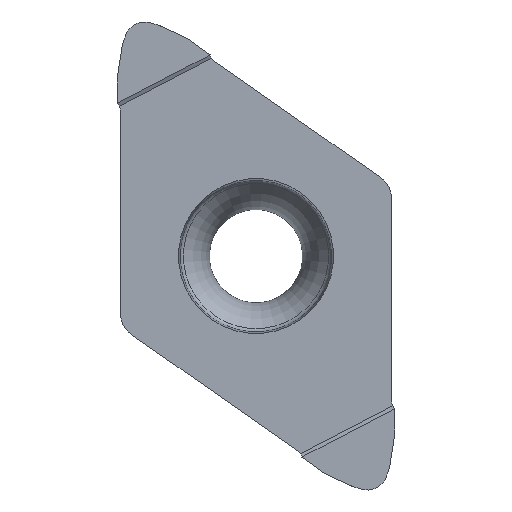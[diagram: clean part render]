
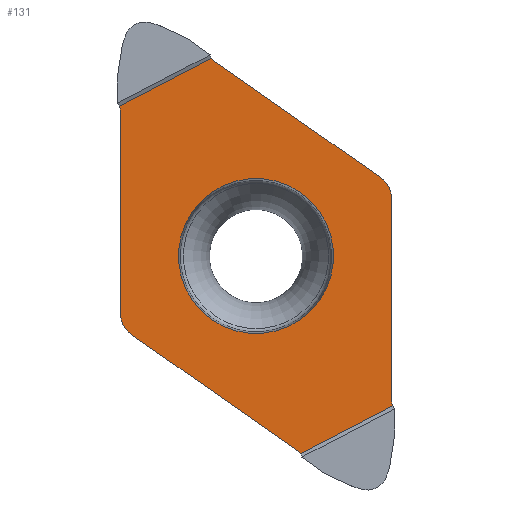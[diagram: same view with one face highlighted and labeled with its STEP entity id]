
A CAD part, top view. The second image highlights one B-rep face of the part: STEP entity #131.
In plain terms, the highlighted planar face has unit normal (0, 0, 1).
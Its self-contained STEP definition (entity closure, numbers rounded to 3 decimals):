
#131=ADVANCED_FACE('',(#461,#462),#199,.T.);
#199=PLANE('',#1454);
#237=LINE('',#2139,#347);
#238=LINE('',#2149,#348);
#239=LINE('',#2159,#349);
#240=LINE('',#2163,#350);
#241=LINE('',#2173,#351);
#242=LINE('',#2183,#352);
#347=VECTOR('',#1566,1.);
#348=VECTOR('',#1567,1.);
#349=VECTOR('',#1568,1.);
#350=VECTOR('',#1571,1.);
#351=VECTOR('',#1572,1.);
#352=VECTOR('',#1573,1.);
#461=FACE_BOUND('',#473,.T.);
#462=FACE_BOUND('',#474,.T.);
#473=EDGE_LOOP('',(#547));
#474=EDGE_LOOP('',(#548,#549,#550,#551,#552,#553,#554,#555,#556,#557,#558,
#559));
#547=ORIENTED_EDGE('',*,*,#1070,.T.);
#548=ORIENTED_EDGE('',*,*,#1071,.T.);
#549=ORIENTED_EDGE('',*,*,#1072,.T.);
#550=ORIENTED_EDGE('',*,*,#1073,.T.);
#551=ORIENTED_EDGE('',*,*,#1074,.T.);
#552=ORIENTED_EDGE('',*,*,#1075,.T.);
#553=ORIENTED_EDGE('',*,*,#1076,.T.);
#554=ORIENTED_EDGE('',*,*,#1077,.T.);
#555=ORIENTED_EDGE('',*,*,#1078,.T.);
#556=ORIENTED_EDGE('',*,*,#1079,.T.);
#557=ORIENTED_EDGE('',*,*,#1080,.T.);
#558=ORIENTED_EDGE('',*,*,#1081,.T.);
#559=ORIENTED_EDGE('',*,*,#1082,.T.);
#937=VERTEX_POINT('',#2135);
#938=VERTEX_POINT('',#2137);
#939=VERTEX_POINT('',#2138);
#940=VERTEX_POINT('',#2140);
#941=VERTEX_POINT('',#2148);
#942=VERTEX_POINT('',#2150);
#943=VERTEX_POINT('',#2158);
#944=VERTEX_POINT('',#2160);
#945=VERTEX_POINT('',#2162);
#946=VERTEX_POINT('',#2164);
#947=VERTEX_POINT('',#2172);
#948=VERTEX_POINT('',#2174);
#949=VERTEX_POINT('',#2182);
#1070=EDGE_CURVE('',#937,#937,#1369,.T.);
#1071=EDGE_CURVE('',#938,#939,#1370,.T.);
#1072=EDGE_CURVE('',#939,#940,#237,.T.);
#1073=EDGE_CURVE('',#940,#941,#1268,.T.);
#1074=EDGE_CURVE('',#941,#942,#238,.T.);
#1075=EDGE_CURVE('',#942,#943,#1269,.T.);
#1076=EDGE_CURVE('',#943,#944,#239,.T.);
#1077=EDGE_CURVE('',#944,#945,#1371,.T.);
#1078=EDGE_CURVE('',#945,#946,#240,.T.);
#1079=EDGE_CURVE('',#946,#947,#1270,.T.);
#1080=EDGE_CURVE('',#947,#948,#241,.T.);
#1081=EDGE_CURVE('',#948,#949,#1271,.T.);
#1082=EDGE_CURVE('',#949,#938,#242,.T.);
#1268=B_SPLINE_CURVE_WITH_KNOTS('',3,(#2141,#2142,#2143,#2144,#2145,#2146,
#2147),.UNSPECIFIED.,.F.,.F.,(4,1,1,1,4),(0.,0.105,0.213,
0.642,1.),.UNSPECIFIED.);
#1269=B_SPLINE_CURVE_WITH_KNOTS('',3,(#2151,#2152,#2153,#2154,#2155,#2156,
#2157),.UNSPECIFIED.,.F.,.F.,(4,1,1,1,4),(0.,0.358,0.787,
0.895,1.),.UNSPECIFIED.);
#1270=B_SPLINE_CURVE_WITH_KNOTS('',3,(#2165,#2166,#2167,#2168,#2169,#2170,
#2171),.UNSPECIFIED.,.F.,.F.,(4,1,1,1,4),(0.,0.105,0.213,
0.642,1.),.UNSPECIFIED.);
#1271=B_SPLINE_CURVE_WITH_KNOTS('',3,(#2175,#2176,#2177,#2178,#2179,#2180,
#2181),.UNSPECIFIED.,.F.,.F.,(4,1,1,1,4),(0.,0.358,0.787,
0.895,1.),.UNSPECIFIED.);
#1369=CIRCLE('',#1451,3.077);
#1370=CIRCLE('',#1452,1.079);
#1371=CIRCLE('',#1453,1.079);
#1451=AXIS2_PLACEMENT_3D('',#2134,#1562,#1563);
#1452=AXIS2_PLACEMENT_3D('',#2136,#1564,#1565);
#1453=AXIS2_PLACEMENT_3D('',#2161,#1569,#1570);
#1454=AXIS2_PLACEMENT_3D('',#2184,#1574,#1575);
#1562=DIRECTION('',(0.,0.,-1.));
#1563=DIRECTION('',(-0.819,0.574,0.));
#1564=DIRECTION('',(0.,0.,1.));
#1565=DIRECTION('',(-0.819,0.574,0.));
#1566=DIRECTION('',(-0.819,0.574,0.));
#1567=DIRECTION('',(-0.887,-0.462,0.));
#1568=DIRECTION('',(0.,-1.,0.));
#1569=DIRECTION('',(0.,0.,1.));
#1570=DIRECTION('',(-0.819,0.574,0.));
#1571=DIRECTION('',(0.819,-0.574,0.));
#1572=DIRECTION('',(0.887,0.462,0.));
#1573=DIRECTION('',(0.,1.,0.));
#1574=DIRECTION('',(0.,0.,1.));
#1575=DIRECTION('',(-0.819,0.574,0.));
#2134=CARTESIAN_POINT('',(0.,0.,-0.1));
#2135=CARTESIAN_POINT('',(-2.52,1.765,-0.1));
#2136=CARTESIAN_POINT('',(4.309,2.243,-0.1));
#2137=CARTESIAN_POINT('',(5.388,2.243,-0.1));
#2138=CARTESIAN_POINT('',(4.928,3.127,-0.1));
#2139=CARTESIAN_POINT('',(30.495,-14.776,-0.1));
#2140=CARTESIAN_POINT('',(-1.643,7.728,-0.1));
#2141=CARTESIAN_POINT('',(-1.643,7.728,-0.1));
#2142=CARTESIAN_POINT('',(-1.648,7.731,-0.1));
#2143=CARTESIAN_POINT('',(-1.658,7.738,-0.1));
#2144=CARTESIAN_POINT('',(-1.687,7.761,-0.1));
#2145=CARTESIAN_POINT('',(-1.724,7.796,-0.1));
#2146=CARTESIAN_POINT('',(-1.753,7.832,-0.1));
#2147=CARTESIAN_POINT('',(-1.765,7.849,-0.1));
#2148=CARTESIAN_POINT('',(-1.765,7.849,-0.1));
#2149=CARTESIAN_POINT('',(3.505,10.592,-0.1));
#2150=CARTESIAN_POINT('',(-5.417,5.948,-0.1));
#2151=CARTESIAN_POINT('',(-5.417,5.948,-0.1));
#2152=CARTESIAN_POINT('',(-5.41,5.928,-0.1));
#2153=CARTESIAN_POINT('',(-5.397,5.884,-0.1));
#2154=CARTESIAN_POINT('',(-5.39,5.833,-0.1));
#2155=CARTESIAN_POINT('',(-5.388,5.796,-0.1));
#2156=CARTESIAN_POINT('',(-5.388,5.784,-0.1));
#2157=CARTESIAN_POINT('',(-5.388,5.778,-0.1));
#2158=CARTESIAN_POINT('',(-5.388,5.778,-0.1));
#2159=CARTESIAN_POINT('',(-5.388,-33.455,-0.1));
#2160=CARTESIAN_POINT('',(-5.388,-2.243,-0.1));
#2161=CARTESIAN_POINT('',(-4.309,-2.243,-0.1));
#2162=CARTESIAN_POINT('',(-4.928,-3.127,-0.1));
#2163=CARTESIAN_POINT('',(-30.495,14.776,-0.1));
#2164=CARTESIAN_POINT('',(1.643,-7.728,-0.1));
#2165=CARTESIAN_POINT('',(1.643,-7.728,-0.1));
#2166=CARTESIAN_POINT('',(1.648,-7.731,-0.1));
#2167=CARTESIAN_POINT('',(1.658,-7.738,-0.1));
#2168=CARTESIAN_POINT('',(1.687,-7.761,-0.1));
#2169=CARTESIAN_POINT('',(1.724,-7.796,-0.1));
#2170=CARTESIAN_POINT('',(1.753,-7.832,-0.1));
#2171=CARTESIAN_POINT('',(1.765,-7.849,-0.1));
#2172=CARTESIAN_POINT('',(1.765,-7.849,-0.1));
#2173=CARTESIAN_POINT('',(10.687,-3.204,-0.1));
#2174=CARTESIAN_POINT('',(5.417,-5.948,-0.1));
#2175=CARTESIAN_POINT('',(5.417,-5.948,-0.1));
#2176=CARTESIAN_POINT('',(5.41,-5.928,-0.1));
#2177=CARTESIAN_POINT('',(5.397,-5.884,-0.1));
#2178=CARTESIAN_POINT('',(5.39,-5.833,-0.1));
#2179=CARTESIAN_POINT('',(5.388,-5.796,-0.1));
#2180=CARTESIAN_POINT('',(5.388,-5.784,-0.1));
#2181=CARTESIAN_POINT('',(5.388,-5.778,-0.1));
#2182=CARTESIAN_POINT('',(5.388,-5.778,-0.1));
#2183=CARTESIAN_POINT('',(5.388,33.455,-0.1));
#2184=CARTESIAN_POINT('',(-3.505,-10.592,-0.1));
